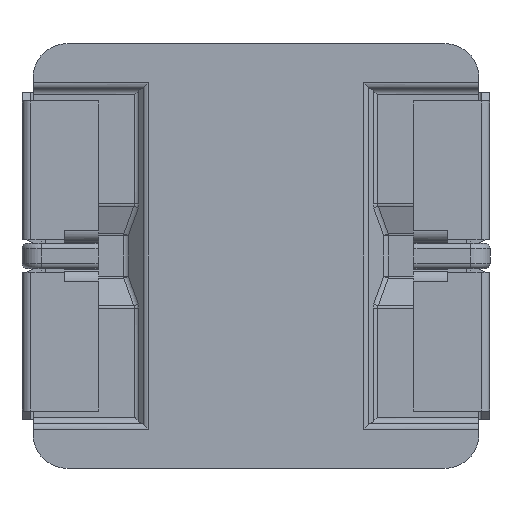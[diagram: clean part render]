
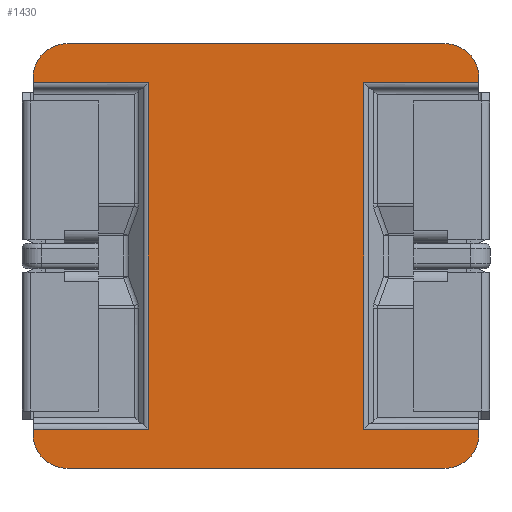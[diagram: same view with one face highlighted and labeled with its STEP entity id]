
A CAD part, front view. The second image highlights one B-rep face of the part: STEP entity #1430.
In plain terms, the highlighted planar face has unit normal (0, -1, 0).
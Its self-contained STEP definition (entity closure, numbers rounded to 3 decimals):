
#74 = DIRECTION ( 'NONE',  ( -1., 0., 0. ) ) ;
#80 = DIRECTION ( 'NONE',  ( 0., 0., 1. ) ) ;
#206 = DIRECTION ( 'NONE',  ( 0., 1., 0. ) ) ;
#279 = DIRECTION ( 'NONE',  ( 0., 0., -1. ) ) ;
#288 = CARTESIAN_POINT ( 'NONE',  ( -2.6, -1.85, 4.077 ) ) ;
#366 = LINE ( 'NONE', #9055, #5939 ) ;
#443 = ORIENTED_EDGE ( 'NONE', *, *, #8401, .T. ) ;
#447 = CARTESIAN_POINT ( 'NONE',  ( -2.538, -1.85, -4.077 ) ) ;
#455 = VECTOR ( 'NONE', #5093, 1000. ) ;
#719 = AXIS2_PLACEMENT_3D ( 'NONE', #5597, #7515, #2547 ) ;
#728 = CARTESIAN_POINT ( 'NONE',  ( -4.45, -1.85, -5. ) ) ;
#938 = EDGE_CURVE ( 'NONE', #7647, #5313, #6650, .T. ) ;
#1160 = LINE ( 'NONE', #288, #4986 ) ;
#1349 = EDGE_CURVE ( 'NONE', #10155, #3616, #1160, .T. ) ;
#1352 = DIRECTION ( 'NONE',  ( 0., 0., -1. ) ) ;
#1413 = DIRECTION ( 'NONE',  ( 1., 0., 0. ) ) ;
#1430 = ADVANCED_FACE ( 'NONE', ( #11918 ), #12038, .F. ) ;
#1664 = VERTEX_POINT ( 'NONE', #9586 ) ;
#1773 = DIRECTION ( 'NONE',  ( 0., 0., 1. ) ) ;
#1942 = EDGE_LOOP ( 'NONE', ( #3187, #6657, #10267, #7886, #8342, #4228, #5993, #6669, #443, #4031, #6889, #3923, #11872, #8783, #10956, #12106 ) ) ;
#2080 = CIRCLE ( 'NONE', #10035, 0.8 ) ;
#2125 = VECTOR ( 'NONE', #1413, 1000. ) ;
#2214 = CIRCLE ( 'NONE', #12213, 0.8 ) ;
#2547 = DIRECTION ( 'NONE',  ( 0., 0., 1. ) ) ;
#2553 = CARTESIAN_POINT ( 'NONE',  ( -5.25, -1.85, 4.2 ) ) ;
#2646 = LINE ( 'NONE', #12615, #2745 ) ;
#2649 = VERTEX_POINT ( 'NONE', #728 ) ;
#2687 = VERTEX_POINT ( 'NONE', #9915 ) ;
#2728 = CARTESIAN_POINT ( 'NONE',  ( 4.45, -1.85, -4.077 ) ) ;
#2737 = DIRECTION ( 'NONE',  ( 0., 0., 1. ) ) ;
#2745 = VECTOR ( 'NONE', #9538, 1000. ) ;
#2796 = VERTEX_POINT ( 'NONE', #447 ) ;
#3187 = ORIENTED_EDGE ( 'NONE', *, *, #11874, .T. ) ;
#3202 = VERTEX_POINT ( 'NONE', #3280 ) ;
#3280 = CARTESIAN_POINT ( 'NONE',  ( 2.538, -1.85, 4.077 ) ) ;
#3393 = CARTESIAN_POINT ( 'NONE',  ( -5.25, -1.85, -4.077 ) ) ;
#3521 = LINE ( 'NONE', #3393, #3901 ) ;
#3574 = DIRECTION ( 'NONE',  ( 0., 0., 1. ) ) ;
#3616 = VERTEX_POINT ( 'NONE', #10017 ) ;
#3625 = CARTESIAN_POINT ( 'NONE',  ( 4.45, -1.85, -4.2 ) ) ;
#3677 = EDGE_CURVE ( 'NONE', #12618, #12698, #366, .T. ) ;
#3695 = LINE ( 'NONE', #12325, #8788 ) ;
#3715 = CIRCLE ( 'NONE', #5325, 0.8 ) ;
#3785 = EDGE_CURVE ( 'NONE', #12698, #4457, #2080, .T. ) ;
#3901 = VECTOR ( 'NONE', #5370, 1000. ) ;
#3923 = ORIENTED_EDGE ( 'NONE', *, *, #11218, .F. ) ;
#4031 = ORIENTED_EDGE ( 'NONE', *, *, #9944, .T. ) ;
#4143 = VECTOR ( 'NONE', #1773, 1000. ) ;
#4228 = ORIENTED_EDGE ( 'NONE', *, *, #8644, .F. ) ;
#4270 = EDGE_CURVE ( 'NONE', #8198, #7647, #7728, .T. ) ;
#4290 = CARTESIAN_POINT ( 'NONE',  ( 4.45, -1.85, 4.2 ) ) ;
#4453 = DIRECTION ( 'NONE',  ( 0., 1., 0. ) ) ;
#4457 = VERTEX_POINT ( 'NONE', #8818 ) ;
#4882 = EDGE_CURVE ( 'NONE', #4998, #8198, #6279, .T. ) ;
#4892 = LINE ( 'NONE', #12703, #6267 ) ;
#4944 = LINE ( 'NONE', #2728, #12699 ) ;
#4986 = VECTOR ( 'NONE', #8199, 1000. ) ;
#4998 = VERTEX_POINT ( 'NONE', #8834 ) ;
#5072 = EDGE_CURVE ( 'NONE', #3202, #5313, #2646, .T. ) ;
#5093 = DIRECTION ( 'NONE',  ( -1., 0., 0. ) ) ;
#5313 = VERTEX_POINT ( 'NONE', #6453 ) ;
#5325 = AXIS2_PLACEMENT_3D ( 'NONE', #8911, #5528, #1352 ) ;
#5370 = DIRECTION ( 'NONE',  ( -1., 0., 0. ) ) ;
#5478 = VERTEX_POINT ( 'NONE', #6829 ) ;
#5485 = CARTESIAN_POINT ( 'NONE',  ( 5.25, -1.85, -4.077 ) ) ;
#5528 = DIRECTION ( 'NONE',  ( 0., 1., 0. ) ) ;
#5597 = CARTESIAN_POINT ( 'NONE',  ( 4.45, -1.85, 4.2 ) ) ;
#5939 = VECTOR ( 'NONE', #8978, 1000. ) ;
#5993 = ORIENTED_EDGE ( 'NONE', *, *, #6842, .F. ) ;
#6267 = VECTOR ( 'NONE', #279, 1000. ) ;
#6279 = LINE ( 'NONE', #10170, #2125 ) ;
#6453 = CARTESIAN_POINT ( 'NONE',  ( 5.25, -1.85, 4.077 ) ) ;
#6488 = LINE ( 'NONE', #2553, #9505 ) ;
#6650 = LINE ( 'NONE', #12464, #12491 ) ;
#6657 = ORIENTED_EDGE ( 'NONE', *, *, #5072, .T. ) ;
#6669 = ORIENTED_EDGE ( 'NONE', *, *, #1349, .T. ) ;
#6692 = CARTESIAN_POINT ( 'NONE',  ( 5.25, -1.85, 4.2 ) ) ;
#6731 = EDGE_CURVE ( 'NONE', #4457, #2649, #12044, .T. ) ;
#6829 = CARTESIAN_POINT ( 'NONE',  ( 2.538, -1.85, -4.077 ) ) ;
#6842 = EDGE_CURVE ( 'NONE', #10155, #1664, #6488, .T. ) ;
#6881 = CARTESIAN_POINT ( 'NONE',  ( 5.25, -1.85, -4.2 ) ) ;
#6889 = ORIENTED_EDGE ( 'NONE', *, *, #10298, .F. ) ;
#7406 = CARTESIAN_POINT ( 'NONE',  ( -5.25, -1.85, 4.077 ) ) ;
#7514 = AXIS2_PLACEMENT_3D ( 'NONE', #4290, #206, #80 ) ;
#7515 = DIRECTION ( 'NONE',  ( 0., 1., 0. ) ) ;
#7647 = VERTEX_POINT ( 'NONE', #6692 ) ;
#7728 = CIRCLE ( 'NONE', #7514, 0.8 ) ;
#7886 = ORIENTED_EDGE ( 'NONE', *, *, #4270, .F. ) ;
#8076 = CARTESIAN_POINT ( 'NONE',  ( 4.45, -1.85, -5. ) ) ;
#8135 = CARTESIAN_POINT ( 'NONE',  ( 4.45, -1.85, 5. ) ) ;
#8198 = VERTEX_POINT ( 'NONE', #8135 ) ;
#8199 = DIRECTION ( 'NONE',  ( 1., 0., 0. ) ) ;
#8342 = ORIENTED_EDGE ( 'NONE', *, *, #4882, .F. ) ;
#8401 = EDGE_CURVE ( 'NONE', #3616, #2796, #4892, .T. ) ;
#8478 = DIRECTION ( 'NONE',  ( 0., 0., 1. ) ) ;
#8644 = EDGE_CURVE ( 'NONE', #1664, #4998, #2214, .T. ) ;
#8783 = ORIENTED_EDGE ( 'NONE', *, *, #3785, .F. ) ;
#8788 = VECTOR ( 'NONE', #3574, 1000. ) ;
#8818 = CARTESIAN_POINT ( 'NONE',  ( 4.45, -1.85, -5. ) ) ;
#8834 = CARTESIAN_POINT ( 'NONE',  ( -4.45, -1.85, 5. ) ) ;
#8911 = CARTESIAN_POINT ( 'NONE',  ( -4.45, -1.85, -4.2 ) ) ;
#8941 = VERTEX_POINT ( 'NONE', #12553 ) ;
#8978 = DIRECTION ( 'NONE',  ( 0., 0., -1. ) ) ;
#9055 = CARTESIAN_POINT ( 'NONE',  ( 5.25, -1.85, 4.2 ) ) ;
#9505 = VECTOR ( 'NONE', #8478, 1000. ) ;
#9524 = DIRECTION ( 'NONE',  ( 0., 0., -1. ) ) ;
#9538 = DIRECTION ( 'NONE',  ( 1., 0., 0. ) ) ;
#9586 = CARTESIAN_POINT ( 'NONE',  ( -5.25, -1.85, 4.2 ) ) ;
#9742 = CARTESIAN_POINT ( 'NONE',  ( -4.45, -1.85, 4.2 ) ) ;
#9915 = CARTESIAN_POINT ( 'NONE',  ( -5.25, -1.85, -4.077 ) ) ;
#9944 = EDGE_CURVE ( 'NONE', #2796, #2687, #3521, .T. ) ;
#10017 = CARTESIAN_POINT ( 'NONE',  ( -2.538, -1.85, 4.077 ) ) ;
#10035 = AXIS2_PLACEMENT_3D ( 'NONE', #3625, #4453, #2737 ) ;
#10155 = VERTEX_POINT ( 'NONE', #7406 ) ;
#10170 = CARTESIAN_POINT ( 'NONE',  ( 4.45, -1.85, 5. ) ) ;
#10267 = ORIENTED_EDGE ( 'NONE', *, *, #938, .F. ) ;
#10298 = EDGE_CURVE ( 'NONE', #8941, #2687, #3695, .T. ) ;
#10489 = DIRECTION ( 'NONE',  ( 0., 1., 0. ) ) ;
#10956 = ORIENTED_EDGE ( 'NONE', *, *, #3677, .F. ) ;
#11218 = EDGE_CURVE ( 'NONE', #2649, #8941, #3715, .T. ) ;
#11447 = EDGE_CURVE ( 'NONE', #12618, #5478, #4944, .T. ) ;
#11717 = DIRECTION ( 'NONE',  ( 0., 0., 1. ) ) ;
#11872 = ORIENTED_EDGE ( 'NONE', *, *, #6731, .F. ) ;
#11874 = EDGE_CURVE ( 'NONE', #5478, #3202, #12592, .T. ) ;
#11918 = FACE_OUTER_BOUND ( 'NONE', #1942, .T. ) ;
#12038 = PLANE ( 'NONE',  #719 ) ;
#12044 = LINE ( 'NONE', #8076, #455 ) ;
#12106 = ORIENTED_EDGE ( 'NONE', *, *, #11447, .T. ) ;
#12213 = AXIS2_PLACEMENT_3D ( 'NONE', #9742, #10489, #11717 ) ;
#12325 = CARTESIAN_POINT ( 'NONE',  ( -5.25, -1.85, 4.2 ) ) ;
#12464 = CARTESIAN_POINT ( 'NONE',  ( 5.25, -1.85, 4.2 ) ) ;
#12491 = VECTOR ( 'NONE', #9524, 1000. ) ;
#12527 = CARTESIAN_POINT ( 'NONE',  ( 2.538, -1.85, 3.971 ) ) ;
#12553 = CARTESIAN_POINT ( 'NONE',  ( -5.25, -1.85, -4.2 ) ) ;
#12592 = LINE ( 'NONE', #12527, #4143 ) ;
#12615 = CARTESIAN_POINT ( 'NONE',  ( 4.45, -1.85, 4.077 ) ) ;
#12618 = VERTEX_POINT ( 'NONE', #5485 ) ;
#12698 = VERTEX_POINT ( 'NONE', #6881 ) ;
#12699 = VECTOR ( 'NONE', #74, 1000. ) ;
#12703 = CARTESIAN_POINT ( 'NONE',  ( -2.538, -1.85, -3.971 ) ) ;
